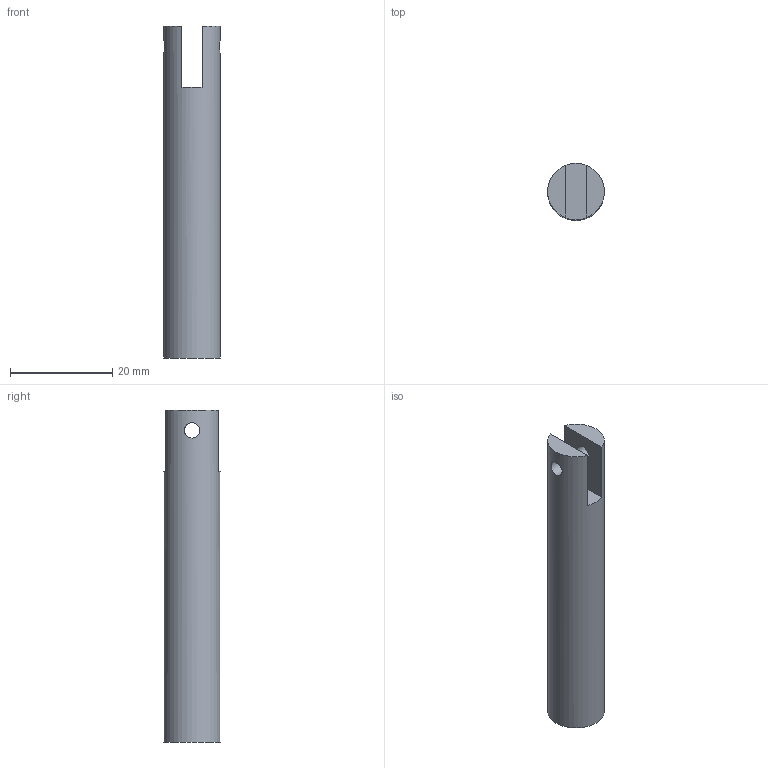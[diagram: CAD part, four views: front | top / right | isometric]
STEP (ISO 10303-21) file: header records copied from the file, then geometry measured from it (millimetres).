
FILE_DESCRIPTION(('HOOPS Exchange Step'),'2;1');
FILE_NAME('e382b0e37e0bac5fbb17ca731253c4cb20220123-1-1ipq1ya.SLDPRT.step','2022-01-23T18:17:42+00:00',('root'),('Unknown organisation'),'HOOPS Exchange 2021.0','HOOPS Exchange','Unknown authorisation');
FILE_SCHEMA( ('AUTOMOTIVE_DESIGN { 1 0 10303 214 1 1 1 1 }') );
Length unit declared in the file: millimetre
Products named in the file (2): Défaut; e382b0e37e0bac5fbb17ca731253c4cb20220123-1-1ipq1ya
Assembly tree (1 placements, depth 2):
  e382b0e37e0bac5fbb17ca731253c4cb20220123-1-1ipq1ya
    Défaut
Bounding box: 11.1 x 11.1 x 65 mm (x, y, z)
Volume: 5719.5 mm3; surface area: 2647.1 mm2
Topology: 1 solids, 1 shells, 9 faces, 25 edges, 17 vertices
Faces by surface type: plane 6, cylinder 3
Full cylindrical faces by diameter (mm): 3 x2, 11.1 x1
Entity records: 598 total; most frequent: CARTESIAN_POINT 306, DIRECTION 56, ORIENTED_EDGE 50, EDGE_CURVE 25, AXIS2_PLACEMENT_3D 22, VERTEX_POINT 17, VECTOR 12, LINE 12
